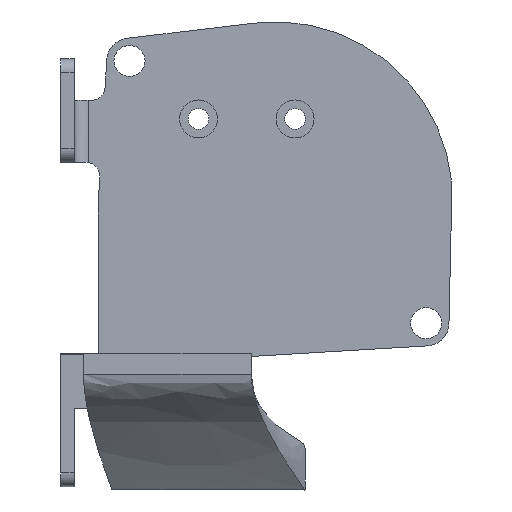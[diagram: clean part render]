
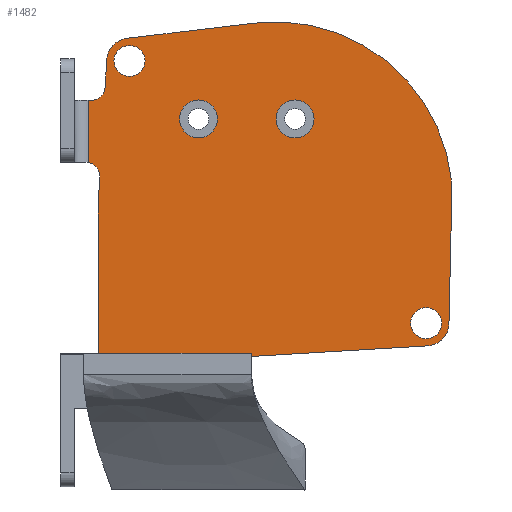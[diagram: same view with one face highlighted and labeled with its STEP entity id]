
A CAD part, left-side view. The second image highlights one B-rep face of the part: STEP entity #1482.
In plain terms, the highlighted planar face has unit normal (-1, 0, 0).
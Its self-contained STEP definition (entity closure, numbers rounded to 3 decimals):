
#39=FACE_BOUND('',#290,.T.);
#40=FACE_BOUND('',#291,.T.);
#41=FACE_BOUND('',#292,.T.);
#42=FACE_BOUND('',#293,.T.);
#44=B_SPLINE_CURVE_WITH_KNOTS('',3,(#2038,#2039,#2040,#2041),
 .UNSPECIFIED.,.F.,.F.,(4,4),(-0.94,-0.912),
 .UNSPECIFIED.);
#81=B_SPLINE_CURVE_WITH_KNOTS('',3,(#2969,#2970,#2971,#2972),
 .UNSPECIFIED.,.F.,.F.,(4,4),(-0.94,-0.06),
 .UNSPECIFIED.);
#121=PLANE('',#1615);
#199=FACE_OUTER_BOUND('',#289,.T.);
#289=EDGE_LOOP('',(#1355,#1356,#1357,#1358,#1359,#1360,#1361,#1362,#1363,
#1364,#1365,#1366,#1367,#1368,#1369,#1370,#1371,#1372,#1373,#1374));
#290=EDGE_LOOP('',(#1375));
#291=EDGE_LOOP('',(#1376));
#292=EDGE_LOOP('',(#1377));
#293=EDGE_LOOP('',(#1378));
#322=LINE('',#2383,#445);
#343=LINE('',#2446,#466);
#388=LINE('',#2897,#511);
#392=LINE('',#2909,#515);
#395=LINE('',#2915,#518);
#401=LINE('',#2929,#524);
#402=LINE('',#2932,#525);
#404=LINE('',#2936,#527);
#407=LINE('',#2940,#530);
#408=LINE('',#2974,#531);
#409=LINE('',#2977,#532);
#413=LINE('',#2983,#536);
#416=LINE('',#2989,#539);
#445=VECTOR('',#1698,10.);
#466=VECTOR('',#1761,10.);
#511=VECTOR('',#1912,10.);
#515=VECTOR('',#1924,10.);
#518=VECTOR('',#1929,10.);
#524=VECTOR('',#1943,10.);
#525=VECTOR('',#1946,10.);
#527=VECTOR('',#1950,10.);
#530=VECTOR('',#1955,10.);
#531=VECTOR('',#1958,10.);
#532=VECTOR('',#1961,10.);
#536=VECTOR('',#1967,10.);
#539=VECTOR('',#1976,10.);
#564=CIRCLE('',#1538,2.);
#567=CIRCLE('',#1542,2.);
#582=CIRCLE('',#1585,2.25);
#584=CIRCLE('',#1588,2.25);
#585=CIRCLE('',#1590,2.75);
#586=CIRCLE('',#1592,2.75);
#587=CIRCLE('',#1594,3.3);
#589=CIRCLE('',#1598,25.65);
#591=CIRCLE('',#1603,3.3);
#612=VERTEX_POINT('',#2035);
#613=VERTEX_POINT('',#2037);
#644=VERTEX_POINT('',#2376);
#646=VERTEX_POINT('',#2382);
#662=VERTEX_POINT('',#2430);
#666=VERTEX_POINT('',#2439);
#667=VERTEX_POINT('',#2441);
#697=VERTEX_POINT('',#2703);
#701=VERTEX_POINT('',#2818);
#710=VERTEX_POINT('',#2869);
#712=VERTEX_POINT('',#2875);
#713=VERTEX_POINT('',#2879);
#714=VERTEX_POINT('',#2883);
#715=VERTEX_POINT('',#2887);
#716=VERTEX_POINT('',#2888);
#719=VERTEX_POINT('',#2896);
#721=VERTEX_POINT('',#2902);
#723=VERTEX_POINT('',#2908);
#725=VERTEX_POINT('',#2914);
#727=VERTEX_POINT('',#2920);
#729=VERTEX_POINT('',#2926);
#730=VERTEX_POINT('',#2931);
#731=VERTEX_POINT('',#2935);
#732=VERTEX_POINT('',#2976);
#757=EDGE_CURVE('',#612,#613,#44,.T.);
#799=EDGE_CURVE('',#644,#646,#322,.T.);
#824=EDGE_CURVE('',#662,#644,#564,.T.);
#829=EDGE_CURVE('',#666,#667,#567,.T.);
#832=EDGE_CURVE('',#646,#666,#343,.T.);
#903=EDGE_CURVE('',#710,#710,#582,.T.);
#906=EDGE_CURVE('',#712,#712,#584,.T.);
#907=EDGE_CURVE('',#713,#713,#585,.T.);
#909=EDGE_CURVE('',#714,#714,#586,.T.);
#911=EDGE_CURVE('',#715,#716,#587,.T.);
#915=EDGE_CURVE('',#715,#719,#388,.T.);
#918=EDGE_CURVE('',#721,#719,#589,.T.);
#921=EDGE_CURVE('',#721,#723,#392,.T.);
#924=EDGE_CURVE('',#725,#723,#395,.T.);
#927=EDGE_CURVE('',#727,#725,#591,.T.);
#932=EDGE_CURVE('',#727,#729,#401,.T.);
#933=EDGE_CURVE('',#729,#730,#402,.T.);
#935=EDGE_CURVE('',#730,#731,#404,.T.);
#938=EDGE_CURVE('',#697,#731,#407,.T.);
#939=EDGE_CURVE('',#701,#697,#81,.T.);
#940=EDGE_CURVE('',#701,#612,#408,.F.);
#941=EDGE_CURVE('',#613,#732,#409,.T.);
#945=EDGE_CURVE('',#662,#732,#413,.T.);
#948=EDGE_CURVE('',#716,#667,#416,.T.);
#1355=ORIENTED_EDGE('',*,*,#799,.F.);
#1356=ORIENTED_EDGE('',*,*,#824,.F.);
#1357=ORIENTED_EDGE('',*,*,#945,.T.);
#1358=ORIENTED_EDGE('',*,*,#941,.F.);
#1359=ORIENTED_EDGE('',*,*,#757,.F.);
#1360=ORIENTED_EDGE('',*,*,#940,.F.);
#1361=ORIENTED_EDGE('',*,*,#939,.T.);
#1362=ORIENTED_EDGE('',*,*,#938,.T.);
#1363=ORIENTED_EDGE('',*,*,#935,.F.);
#1364=ORIENTED_EDGE('',*,*,#933,.F.);
#1365=ORIENTED_EDGE('',*,*,#932,.F.);
#1366=ORIENTED_EDGE('',*,*,#927,.T.);
#1367=ORIENTED_EDGE('',*,*,#924,.T.);
#1368=ORIENTED_EDGE('',*,*,#921,.F.);
#1369=ORIENTED_EDGE('',*,*,#918,.T.);
#1370=ORIENTED_EDGE('',*,*,#915,.F.);
#1371=ORIENTED_EDGE('',*,*,#911,.T.);
#1372=ORIENTED_EDGE('',*,*,#948,.T.);
#1373=ORIENTED_EDGE('',*,*,#829,.F.);
#1374=ORIENTED_EDGE('',*,*,#832,.F.);
#1375=ORIENTED_EDGE('',*,*,#909,.T.);
#1376=ORIENTED_EDGE('',*,*,#907,.T.);
#1377=ORIENTED_EDGE('',*,*,#906,.T.);
#1378=ORIENTED_EDGE('',*,*,#903,.T.);
#1482=ADVANCED_FACE('',(#199,#39,#40,#41,#42),#121,.T.);
#1538=AXIS2_PLACEMENT_3D('',#2431,#1745,#1746);
#1542=AXIS2_PLACEMENT_3D('',#2442,#1755,#1756);
#1585=AXIS2_PLACEMENT_3D('',#2871,#1883,#1884);
#1588=AXIS2_PLACEMENT_3D('',#2877,#1890,#1891);
#1590=AXIS2_PLACEMENT_3D('',#2880,#1894,#1895);
#1592=AXIS2_PLACEMENT_3D('',#2884,#1899,#1900);
#1594=AXIS2_PLACEMENT_3D('',#2889,#1904,#1905);
#1598=AXIS2_PLACEMENT_3D('',#2903,#1917,#1918);
#1603=AXIS2_PLACEMENT_3D('',#2921,#1934,#1935);
#1615=AXIS2_PLACEMENT_3D('',#2990,#1977,#1978);
#1698=DIRECTION('',(0.,0.,1.));
#1745=DIRECTION('center_axis',(-1.,0.,0.));
#1746=DIRECTION('ref_axis',(0.,-0.728,0.686));
#1755=DIRECTION('center_axis',(-1.,0.,0.));
#1756=DIRECTION('ref_axis',(0.,-0.686,-0.728));
#1761=DIRECTION('',(0.,-1.,0.));
#1883=DIRECTION('center_axis',(1.,0.,0.));
#1884=DIRECTION('ref_axis',(0.,-1.,0.));
#1890=DIRECTION('center_axis',(1.,0.,0.));
#1891=DIRECTION('ref_axis',(0.,-1.,0.));
#1894=DIRECTION('center_axis',(1.,0.,0.));
#1895=DIRECTION('ref_axis',(0.,-1.,0.));
#1899=DIRECTION('center_axis',(1.,0.,0.));
#1900=DIRECTION('ref_axis',(0.,-1.,0.));
#1904=DIRECTION('center_axis',(-1.,0.,0.));
#1905=DIRECTION('ref_axis',(0.,-0.662,0.749));
#1912=DIRECTION('',(0.,-0.993,0.119));
#1917=DIRECTION('center_axis',(-1.,0.,0.));
#1918=DIRECTION('ref_axis',(0.,-0.995,0.101));
#1924=DIRECTION('',(0.,0.004,-1.));
#1929=DIRECTION('',(0.,-0.022,1.));
#1934=DIRECTION('center_axis',(-1.,0.,0.));
#1935=DIRECTION('ref_axis',(0.,0.662,-0.749));
#1943=DIRECTION('',(0.,0.998,-0.06));
#1946=DIRECTION('',(0.,0.,1.));
#1950=DIRECTION('',(0.,1.,0.));
#1955=DIRECTION('',(0.,0.,1.));
#1958=DIRECTION('',(0.,0.,-1.));
#1961=DIRECTION('',(0.,0.,1.));
#1967=DIRECTION('',(0.,0.06,-0.998));
#1976=DIRECTION('',(0.,0.06,-0.998));
#1977=DIRECTION('center_axis',(-1.,0.,0.));
#1978=DIRECTION('ref_axis',(0.,-1.,0.));
#2035=CARTESIAN_POINT('',(-4.95,28.7,-6.5));
#2037=CARTESIAN_POINT('',(-4.95,28.,-6.5));
#2038=CARTESIAN_POINT('Ctrl Pts',(-4.95,28.7,-6.5));
#2039=CARTESIAN_POINT('Ctrl Pts',(-4.95,28.467,-6.5));
#2040=CARTESIAN_POINT('Ctrl Pts',(-4.95,28.233,-6.5));
#2041=CARTESIAN_POINT('Ctrl Pts',(-4.95,28.,-6.5));
#2376=CARTESIAN_POINT('',(-4.95,29.5,21.176));
#2382=CARTESIAN_POINT('',(-4.95,29.5,30.2));
#2383=CARTESIAN_POINT('',(-4.95,29.5,9.6));
#2430=CARTESIAN_POINT('',(-4.95,27.81,19.081));
#2431=CARTESIAN_POINT('Origin',(-4.95,29.807,19.2));
#2439=CARTESIAN_POINT('',(-4.95,29.03,30.2));
#2441=CARTESIAN_POINT('',(-4.95,27.034,32.081));
#2442=CARTESIAN_POINT('Origin',(-4.95,29.03,32.2));
#2446=CARTESIAN_POINT('',(-4.95,33.5,30.2));
#2703=CARTESIAN_POINT('',(-4.95,7.3,-9.5));
#2818=CARTESIAN_POINT('',(-4.95,28.7,-9.5));
#2869=CARTESIAN_POINT('',(-4.95,-17.25,-2.1));
#2871=CARTESIAN_POINT('Origin',(-4.95,-19.5,-2.1));
#2875=CARTESIAN_POINT('',(-4.95,25.75,35.9));
#2877=CARTESIAN_POINT('Origin',(-4.95,23.5,35.9));
#2879=CARTESIAN_POINT('',(-4.95,2.25,27.5));
#2880=CARTESIAN_POINT('Origin',(-4.95,-0.5,27.5));
#2883=CARTESIAN_POINT('',(-4.95,16.25,27.5));
#2884=CARTESIAN_POINT('Origin',(-4.95,13.5,27.5));
#2887=CARTESIAN_POINT('',(-4.95,23.891,39.177));
#2888=CARTESIAN_POINT('',(-4.95,26.794,36.097));
#2889=CARTESIAN_POINT('Origin',(-4.95,23.5,35.9));
#2896=CARTESIAN_POINT('',(-4.95,5.391,41.386));
#2897=CARTESIAN_POINT('',(-4.95,23.891,39.177));
#2902=CARTESIAN_POINT('',(-4.95,-23.17,18.5));
#2903=CARTESIAN_POINT('Origin',(-4.95,2.35,15.917));
#2908=CARTESIAN_POINT('',(-4.95,-23.146,13.3));
#2909=CARTESIAN_POINT('',(-4.95,-23.17,18.5));
#2914=CARTESIAN_POINT('',(-4.95,-22.799,-2.174));
#2915=CARTESIAN_POINT('',(-4.95,-22.799,-2.174));
#2920=CARTESIAN_POINT('',(-4.95,-19.698,-5.394));
#2921=CARTESIAN_POINT('Origin',(-4.95,-19.5,-2.1));
#2926=CARTESIAN_POINT('',(-4.95,5.85,-6.927));
#2929=CARTESIAN_POINT('',(-4.95,-19.698,-5.394));
#2931=CARTESIAN_POINT('',(-4.95,5.85,-6.5));
#2932=CARTESIAN_POINT('',(-4.95,5.85,3.888));
#2935=CARTESIAN_POINT('',(-4.95,7.3,-6.5));
#2936=CARTESIAN_POINT('',(-4.95,10.208,-6.5));
#2940=CARTESIAN_POINT('',(-4.95,7.3,-9.5));
#2969=CARTESIAN_POINT('Ctrl Pts',(-4.95,28.7,-9.5));
#2970=CARTESIAN_POINT('Ctrl Pts',(-4.95,21.567,-9.5));
#2971=CARTESIAN_POINT('Ctrl Pts',(-4.95,14.433,-9.5));
#2972=CARTESIAN_POINT('Ctrl Pts',(-4.95,7.3,-9.5));
#2974=CARTESIAN_POINT('',(-4.95,28.7,-9.5));
#2976=CARTESIAN_POINT('',(-4.95,28.,15.9));
#2977=CARTESIAN_POINT('',(-4.95,28.,-9.5));
#2983=CARTESIAN_POINT('',(-4.95,26.794,36.097));
#2989=CARTESIAN_POINT('',(-4.95,26.794,36.097));
#2990=CARTESIAN_POINT('Origin',(-4.95,28.55,-9.5));
